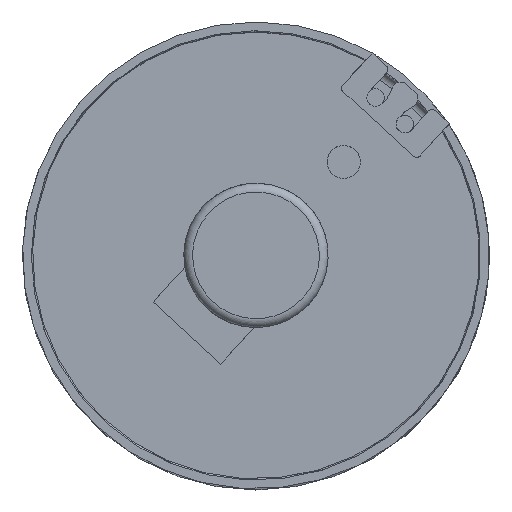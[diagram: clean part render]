
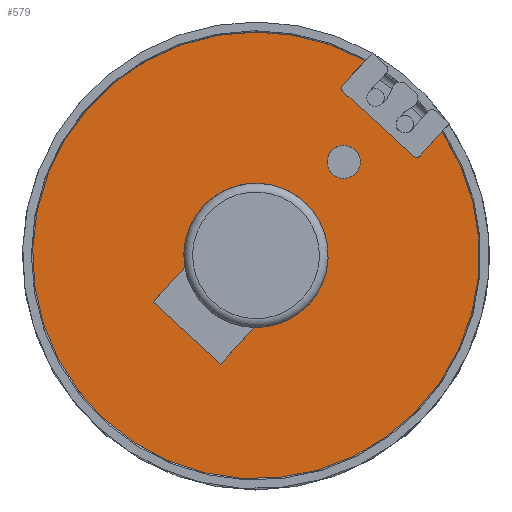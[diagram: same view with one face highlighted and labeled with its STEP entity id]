
A CAD part, top view. The second image highlights one B-rep face of the part: STEP entity #579.
In plain terms, the highlighted planar face has unit normal (0, 0, 1).
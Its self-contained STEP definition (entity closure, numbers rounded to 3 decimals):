
#579=ADVANCED_FACE('',(#1086,#1087,#1088),#1089,.T.);
#1086=FACE_OUTER_BOUND('',#1679,.T.);
#1087=FACE_BOUND('',#1680,.T.);
#1088=FACE_BOUND('',#1681,.T.);
#1089=PLANE('',#1682);
#1679=EDGE_LOOP('',(#2287,#2288,#2289,#2290,#2291,#2292));
#1680=EDGE_LOOP('',(#2293,#2294,#2295,#2296));
#1681=EDGE_LOOP('',(#2297));
#1682=AXIS2_PLACEMENT_3D('',#2298,#2299,#2300);
#2287=ORIENTED_EDGE('',*,*,#3530,.F.);
#2288=ORIENTED_EDGE('',*,*,#3531,.T.);
#2289=ORIENTED_EDGE('',*,*,#3532,.T.);
#2290=ORIENTED_EDGE('',*,*,#3533,.T.);
#2291=ORIENTED_EDGE('',*,*,#3534,.T.);
#2292=ORIENTED_EDGE('',*,*,#3535,.T.);
#2293=ORIENTED_EDGE('',*,*,#3536,.T.);
#2294=ORIENTED_EDGE('',*,*,#3537,.T.);
#2295=ORIENTED_EDGE('',*,*,#3538,.T.);
#2296=ORIENTED_EDGE('',*,*,#3539,.T.);
#2297=ORIENTED_EDGE('',*,*,#3540,.T.);
#2298=CARTESIAN_POINT('',(0.0,0.0,10.0));
#2299=DIRECTION('',(0.0,0.0,1.0));
#2300=DIRECTION('',(1.0,0.0,0.0));
#3530=EDGE_CURVE('',#4070,#4071,#4072,.T.);
#3531=EDGE_CURVE('',#4070,#4073,#4074,.F.);
#3532=EDGE_CURVE('',#4073,#4075,#4076,.T.);
#3533=EDGE_CURVE('',#4075,#4077,#4078,.T.);
#3534=EDGE_CURVE('',#4077,#4079,#4080,.T.);
#3535=EDGE_CURVE('',#4079,#4071,#4081,.F.);
#3536=EDGE_CURVE('',#4082,#4083,#4084,.T.);
#3537=EDGE_CURVE('',#4083,#4085,#4086,.T.);
#3538=EDGE_CURVE('',#4085,#4087,#4088,.T.);
#3539=EDGE_CURVE('',#4087,#4082,#4089,.T.);
#3540=EDGE_CURVE('',#4090,#4090,#4091,.T.);
#4070=VERTEX_POINT('',#4824);
#4071=VERTEX_POINT('',#4825);
#4072=LINE('',#4826,#4827);
#4073=VERTEX_POINT('',#4828);
#4074=CIRCLE('',#4829,0.25);
#4075=VERTEX_POINT('',#4830);
#4076=LINE('',#4831,#4832);
#4077=VERTEX_POINT('',#4833);
#4078=CIRCLE('',#4834,12.777);
#4079=VERTEX_POINT('',#4835);
#4080=LINE('',#4836,#4837);
#4081=CIRCLE('',#4838,0.25);
#4082=VERTEX_POINT('',#4839);
#4083=VERTEX_POINT('',#4840);
#4084=LINE('',#4841,#4842);
#4085=VERTEX_POINT('',#4843);
#4086=LINE('',#4844,#4845);
#4087=VERTEX_POINT('',#4846);
#4088=CIRCLE('',#4847,4.125);
#4089=LINE('',#4848,#4849);
#4090=VERTEX_POINT('',#4850);
#4091=CIRCLE('',#4851,0.95);
#4824=CARTESIAN_POINT('',(4.971,9.382,10.0));
#4825=CARTESIAN_POINT('',(9.029,5.67,10.0));
#4826=CARTESIAN_POINT('',(6.937,7.583,10.0));
#4827=VECTOR('',#5739,1.0);
#4828=CARTESIAN_POINT('',(4.955,9.735,10.0));
#4829=AXIS2_PLACEMENT_3D('',#5740,#5741,#5742);
#4830=CARTESIAN_POINT('',(6.246,11.147,10.0));
#4831=CARTESIAN_POINT('',(-2.151,1.967,10.0));
#4832=VECTOR('',#5743,1.0);
#4833=CARTESIAN_POINT('',(10.645,7.067,10.0));
#4834=AXIS2_PLACEMENT_3D('',#5744,#5745,#5746);
#4835=CARTESIAN_POINT('',(9.382,5.685,10.0));
#4836=CARTESIAN_POINT('',(2.276,-2.082,10.0));
#4837=VECTOR('',#5747,1.0);
#4838=AXIS2_PLACEMENT_3D('',#5748,#5749,#5750);
#4839=CARTESIAN_POINT('',(-2.013,-6.216,10.0));
#4840=CARTESIAN_POINT('',(-5.887,-2.673,10.0));
#4841=CARTESIAN_POINT('',(-2.013,-6.216,10.0));
#4842=VECTOR('',#5751,1.0);
#4843=CARTESIAN_POINT('',(-4.068,-0.684,10.0));
#4844=CARTESIAN_POINT('',(-5.887,-2.673,10.0));
#4845=VECTOR('',#5752,1.0);
#4846=CARTESIAN_POINT('',(-0.099,-4.124,10.0));
#4847=AXIS2_PLACEMENT_3D('',#5753,#5754,#5755);
#4848=CARTESIAN_POINT('',(0.743,-3.203,10.0));
#4849=VECTOR('',#5756,1.0);
#4850=CARTESIAN_POINT('',(5.964,5.344,10.0));
#4851=AXIS2_PLACEMENT_3D('',#5757,#5758,#5759);
#5739=DIRECTION('',(0.738,-0.675,0.0));
#5740=CARTESIAN_POINT('',(5.139,9.566,10.0));
#5741=DIRECTION('',(0.0,0.0,1.0));
#5742=DIRECTION('',(1.0,0.0,0.0));
#5743=DIRECTION('',(0.675,0.738,0.0));
#5744=CARTESIAN_POINT('',(0.0,0.0,10.0));
#5745=DIRECTION('',(0.0,0.0,1.0));
#5746=DIRECTION('',(1.0,0.0,0.0));
#5747=DIRECTION('',(-0.675,-0.738,0.0));
#5748=CARTESIAN_POINT('',(9.197,5.854,10.0));
#5749=DIRECTION('',(0.0,0.0,1.0));
#5750=DIRECTION('',(1.0,0.0,0.0));
#5751=DIRECTION('',(-0.738,0.675,0.0));
#5752=DIRECTION('',(0.675,0.738,0.0));
#5753=CARTESIAN_POINT('',(0.0,0.0,10.0));
#5754=DIRECTION('',(0.0,0.0,-1.0));
#5755=DIRECTION('',(1.0,0.0,0.0));
#5756=DIRECTION('',(-0.675,-0.738,0.0));
#5757=CARTESIAN_POINT('',(5.014,5.344,10.0));
#5758=DIRECTION('',(0.0,0.0,-1.0));
#5759=DIRECTION('',(1.0,0.0,0.0));
